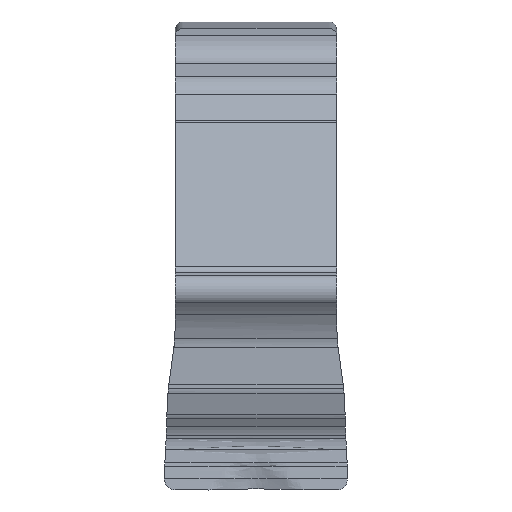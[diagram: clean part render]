
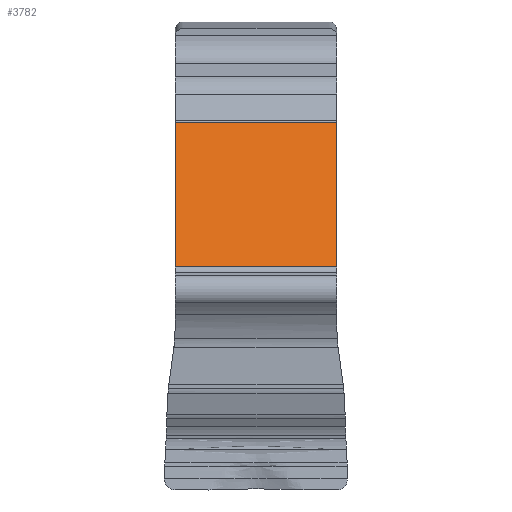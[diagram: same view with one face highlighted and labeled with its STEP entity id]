
A CAD part, top view. The second image highlights one B-rep face of the part: STEP entity #3782.
In plain terms, the highlighted planar face has unit normal (0, 0.309, 0.951).
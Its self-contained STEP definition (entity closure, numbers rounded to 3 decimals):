
#507=DIRECTION('',(0.,0.951,-0.309));
#508=VECTOR('',#507,4.159);
#509=CARTESIAN_POINT('',(-2.2,6.092,0.341));
#510=LINE('',#509,#508);
#772=DIRECTION('',(0.,-0.951,0.309));
#773=VECTOR('',#772,4.159);
#774=CARTESIAN_POINT('',(2.2,10.047,-0.944));
#775=LINE('',#774,#773);
#974=DIRECTION('',(-1.,0.,0.));
#975=VECTOR('',#974,4.4);
#976=CARTESIAN_POINT('',(2.2,10.047,-0.944));
#977=LINE('',#976,#975);
#988=DIRECTION('',(-1.,0.,0.));
#989=VECTOR('',#988,4.4);
#990=CARTESIAN_POINT('',(2.2,6.092,0.341));
#991=LINE('',#990,#989);
#1678=CARTESIAN_POINT('',(-2.2,6.092,0.341));
#1679=VERTEX_POINT('',#1678);
#1680=CARTESIAN_POINT('',(-2.2,10.047,-0.944));
#1681=VERTEX_POINT('',#1680);
#1722=CARTESIAN_POINT('',(2.2,10.047,-0.944));
#1723=VERTEX_POINT('',#1722);
#1724=CARTESIAN_POINT('',(2.2,6.092,0.341));
#1725=VERTEX_POINT('',#1724);
#3770=CARTESIAN_POINT('',(-2.288,6.053,
0.354));
#3771=DIRECTION('',(0.,-0.309,-0.951));
#3772=DIRECTION('',(0.,0.951,-0.309));
#3773=AXIS2_PLACEMENT_3D('',#3770,#3771,#3772);
#3774=PLANE('',#3773);
#3776=ORIENTED_EDGE('',*,*,#3775,.T.);
#3777=ORIENTED_EDGE('',*,*,#3149,.T.);
#3778=ORIENTED_EDGE('',*,*,#3750,.F.);
#3779=ORIENTED_EDGE('',*,*,#3299,.T.);
#3780=EDGE_LOOP('',(#3776,#3777,#3778,#3779));
#3781=FACE_OUTER_BOUND('',#3780,.F.);
#3149=EDGE_CURVE('',#1679,#1681,#510,.T.);
#3299=EDGE_CURVE('',#1723,#1725,#775,.T.);
#3750=EDGE_CURVE('',#1723,#1681,#977,.T.);
#3775=EDGE_CURVE('',#1725,#1679,#991,.T.);
#3782=ADVANCED_FACE('',(#3781),#3774,.F.);
